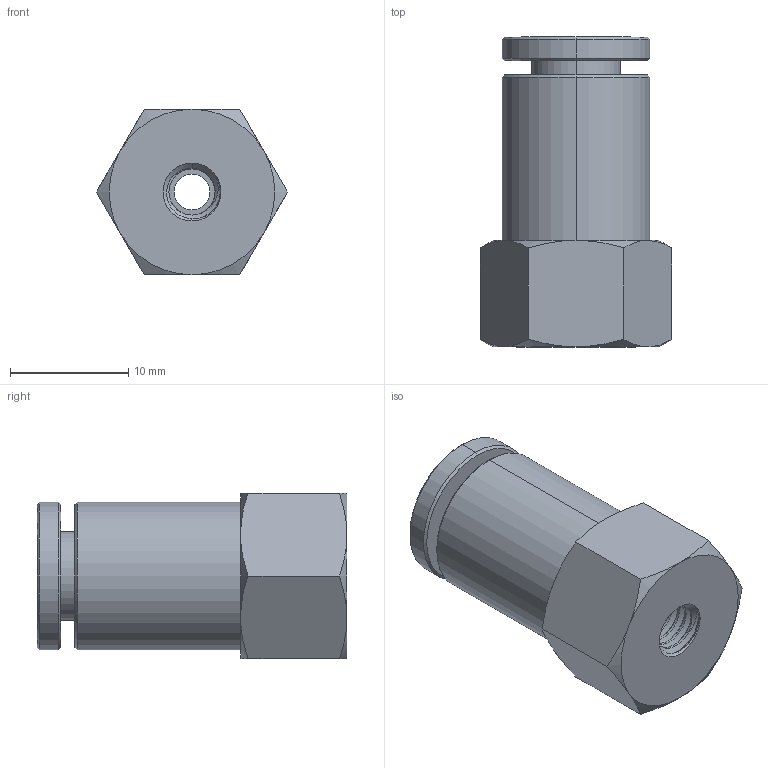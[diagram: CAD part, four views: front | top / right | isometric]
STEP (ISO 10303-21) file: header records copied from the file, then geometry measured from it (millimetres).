
FILE_DESCRIPTION (( 'STEP AP214' ), '1' );
FILE_NAME ('FCS1-4-10-32W.STEP', '2018-07-30T15:53:03', ( '' ), ( '' ), 'SwSTEP 2.0', 'SolidWorks 2016', '' );
FILE_SCHEMA (( 'AUTOMOTIVE_DESIGN' ));
Length unit declared in the file: millimetre
Products named in the file (1): FCS1-4-10-32W
Bounding box: 16.17 x 26.21 x 14 mm (x, y, z)
Volume: 2671.6 mm3; surface area: 3401.7 mm2
Topology: 6 solids, 6 shells, 351 faces, 948 edges, 614 vertices
Faces by surface type: cone 123, plane 115, cylinder 75, bspline 36, torus 2
Entity records: 17225 total; most frequent: CARTESIAN_POINT 5115, ORIENTED_EDGE 1896, DIRECTION 1493, EDGE_CURVE 948, AXIS2_PLACEMENT_3D 621, VERTEX_POINT 614, EDGE_LOOP 368, B_SPLINE_CURVE_WITH_KNOTS 362
